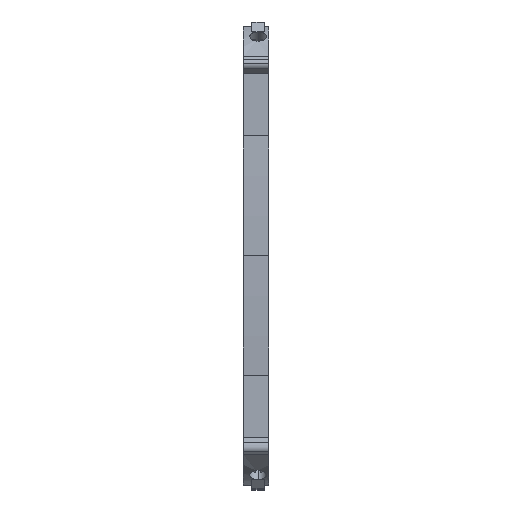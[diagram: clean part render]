
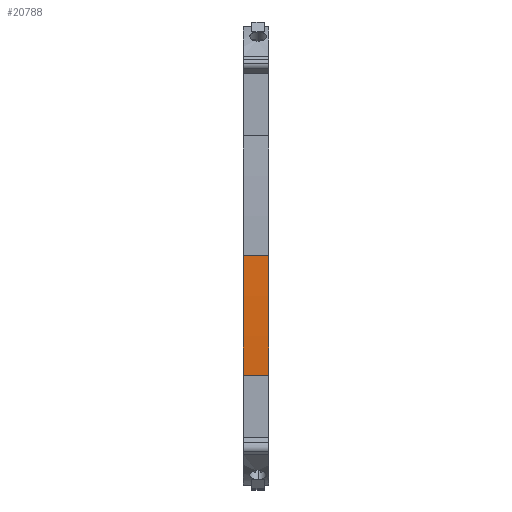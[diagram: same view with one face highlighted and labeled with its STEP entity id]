
A CAD part, top view. The second image highlights one B-rep face of the part: STEP entity #20788.
In plain terms, the highlighted cylindrical face has radius 421 mm (diameter 842 mm), a partial arc.
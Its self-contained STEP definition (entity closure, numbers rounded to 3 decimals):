
#2097 = CARTESIAN_POINT ( 'NONE',  ( 3.05, -29., 0. ) ) ;
#2314 = FACE_OUTER_BOUND ( 'NONE', #18645, .T. ) ;
#2462 = CARTESIAN_POINT ( 'NONE',  ( 61.059, -29., 0. ) ) ;
#2898 = VERTEX_POINT ( 'NONE', #15694 ) ;
#3221 = LINE ( 'NONE', #11378, #8920 ) ;
#3342 = VERTEX_POINT ( 'NONE', #2097 ) ;
#4805 = DIRECTION ( 'NONE',  ( 0., 0., -1. ) ) ;
#5807 = CARTESIAN_POINT ( 'NONE',  ( -3.05, 0., -420. ) ) ;
#7283 = DIRECTION ( 'NONE',  ( -1., 0., 0. ) ) ;
#8555 = EDGE_CURVE ( 'NONE', #26630, #2898, #18407, .T. ) ;
#8672 = DIRECTION ( 'NONE',  ( 0., 0., 1. ) ) ;
#8920 = VECTOR ( 'NONE', #32110, 1000. ) ;
#9399 = ORIENTED_EDGE ( 'NONE', *, *, #8555, .F. ) ;
#9475 = AXIS2_PLACEMENT_3D ( 'NONE', #18733, #21330, #8672 ) ;
#10395 = CYLINDRICAL_SURFACE ( 'NONE', #9475, 421. ) ;
#11368 = DIRECTION ( 'NONE',  ( 0., 0., 1. ) ) ;
#11378 = CARTESIAN_POINT ( 'NONE',  ( 61.059, 0., 1. ) ) ;
#11582 = AXIS2_PLACEMENT_3D ( 'NONE', #20287, #7283, #4805 ) ;
#12658 = EDGE_CURVE ( 'NONE', #3342, #26630, #14176, .T. ) ;
#13546 = AXIS2_PLACEMENT_3D ( 'NONE', #5807, #26862, #11368 ) ;
#14176 = LINE ( 'NONE', #2462, #29133 ) ;
#15694 = CARTESIAN_POINT ( 'NONE',  ( -3.05, 0., 1. ) ) ;
#18407 = CIRCLE ( 'NONE', #13546, 421. ) ;
#18559 = EDGE_CURVE ( 'NONE', #3342, #19642, #27287, .T. ) ;
#18645 = EDGE_LOOP ( 'NONE', ( #27855, #19219, #9399, #26133 ) ) ;
#18733 = CARTESIAN_POINT ( 'NONE',  ( 61.059, 0., -420. ) ) ;
#19219 = ORIENTED_EDGE ( 'NONE', *, *, #24554, .T. ) ;
#19642 = VERTEX_POINT ( 'NONE', #20834 ) ;
#20287 = CARTESIAN_POINT ( 'NONE',  ( 3.05, 0., -420. ) ) ;
#20548 = DIRECTION ( 'NONE',  ( -1., 0., 0. ) ) ;
#20788 = ADVANCED_FACE ( 'NONE', ( #2314 ), #10395, .T. ) ;
#20834 = CARTESIAN_POINT ( 'NONE',  ( 3.05, 0., 1. ) ) ;
#21330 = DIRECTION ( 'NONE',  ( -1., 0., 0. ) ) ;
#24554 = EDGE_CURVE ( 'NONE', #19642, #2898, #3221, .T. ) ;
#26133 = ORIENTED_EDGE ( 'NONE', *, *, #12658, .F. ) ;
#26630 = VERTEX_POINT ( 'NONE', #31739 ) ;
#26862 = DIRECTION ( 'NONE',  ( -1., 0., 0. ) ) ;
#27287 = CIRCLE ( 'NONE', #11582, 421. ) ;
#27855 = ORIENTED_EDGE ( 'NONE', *, *, #18559, .T. ) ;
#29133 = VECTOR ( 'NONE', #20548, 1000. ) ;
#31739 = CARTESIAN_POINT ( 'NONE',  ( -3.05, -29., 0. ) ) ;
#32110 = DIRECTION ( 'NONE',  ( -1., 0., 0. ) ) ;
